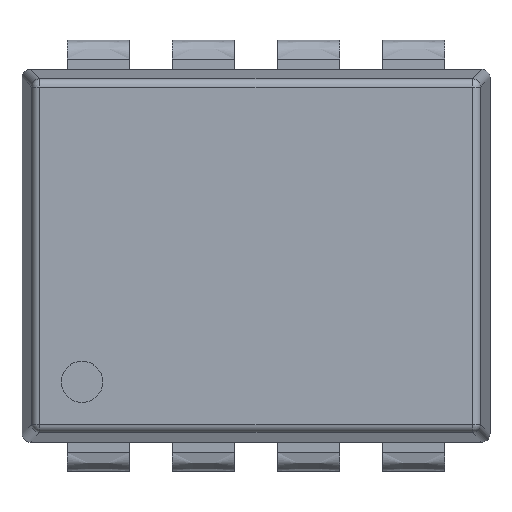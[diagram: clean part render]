
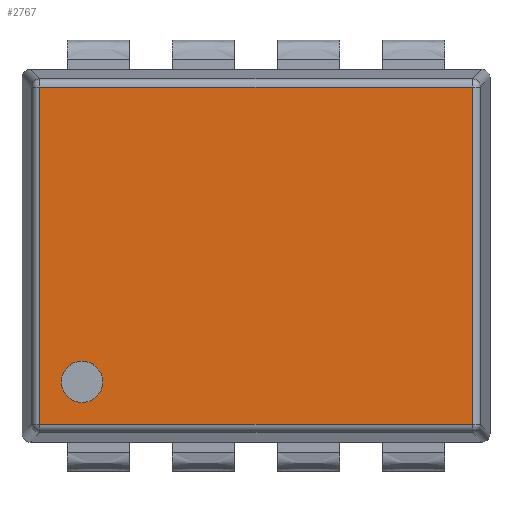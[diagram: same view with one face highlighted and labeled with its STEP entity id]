
A CAD part, top view. The second image highlights one B-rep face of the part: STEP entity #2767.
In plain terms, the highlighted planar face has unit normal (0, 0, 1).
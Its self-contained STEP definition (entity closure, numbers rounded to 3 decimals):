
#157=FACE_BOUND($,#1018,.T.);
#158=FACE_BOUND($,#1019,.T.);
#167=PLANE($,#2998);
#286=LINE($,#3808,#550);
#290=LINE($,#3821,#554);
#294=LINE($,#3827,#558);
#298=LINE($,#3833,#562);
#550=VECTOR($,#3218,8.137);
#554=VECTOR($,#3234,10.437);
#558=VECTOR($,#3242,8.137);
#562=VECTOR($,#3250,10.437);
#1018=EDGE_LOOP($,(#2007));
#1019=EDGE_LOOP($,(#2008,#2009,#2010,#2011));
#1173=CIRCLE($,#2999,0.5);
#1213=VERTEX_POINT($,#3772);
#1222=VERTEX_POINT($,#3793);
#1225=VERTEX_POINT($,#3800);
#1228=VERTEX_POINT($,#3813);
#1231=VERTEX_POINT($,#3867);
#1501=EDGE_CURVE($,#1225,#1213,#286,.T.);
#1508=EDGE_CURVE($,#1228,#1225,#290,.T.);
#1512=EDGE_CURVE($,#1222,#1228,#294,.T.);
#1516=EDGE_CURVE($,#1213,#1222,#298,.T.);
#1536=EDGE_CURVE($,#1231,#1231,#1173,.T.);
#2007=ORIENTED_EDGE($,*,*,#1536,.T.);
#2008=ORIENTED_EDGE($,*,*,#1501,.F.);
#2009=ORIENTED_EDGE($,*,*,#1508,.F.);
#2010=ORIENTED_EDGE($,*,*,#1512,.F.);
#2011=ORIENTED_EDGE($,*,*,#1516,.F.);
#2767=ADVANCED_FACE($,(#157,#158),#167,.T.);
#2998=AXIS2_PLACEMENT_3D($,#3866,#3296,#3297);
#2999=AXIS2_PLACEMENT_3D($,#3868,#3298,#3299);
#3218=DIRECTION($,(0.,1.,0.));
#3234=DIRECTION($,(-1.,0.,0.));
#3242=DIRECTION($,(0.,-1.,0.));
#3250=DIRECTION($,(1.,0.,0.));
#3296=DIRECTION('center_axis',(0.,0.,1.));
#3297=DIRECTION('ref_axis',(1.,0.,0.));
#3298=DIRECTION('center_axis',(0.,0.,-1.));
#3299=DIRECTION('ref_axis',(-1.,0.,0.));
#3772=CARTESIAN_POINT('',(-5.219,4.069,2.55));
#3793=CARTESIAN_POINT('',(5.219,4.069,2.55));
#3800=CARTESIAN_POINT('',(-5.219,-4.069,2.55));
#3808=CARTESIAN_POINT($,(-5.219,-1.125,2.55));
#3813=CARTESIAN_POINT('',(5.219,-4.069,2.55));
#3821=CARTESIAN_POINT($,(1.413,-4.069,2.55));
#3827=CARTESIAN_POINT($,(5.219,1.125,2.55));
#3833=CARTESIAN_POINT($,(-1.413,4.069,2.55));
#3866=CARTESIAN_POINT('Origin',(0.,0.,2.55));
#3867=CARTESIAN_POINT('',(-3.7,-3.05,2.55));
#3868=CARTESIAN_POINT('Origin',(-4.2,-3.05,2.55));
